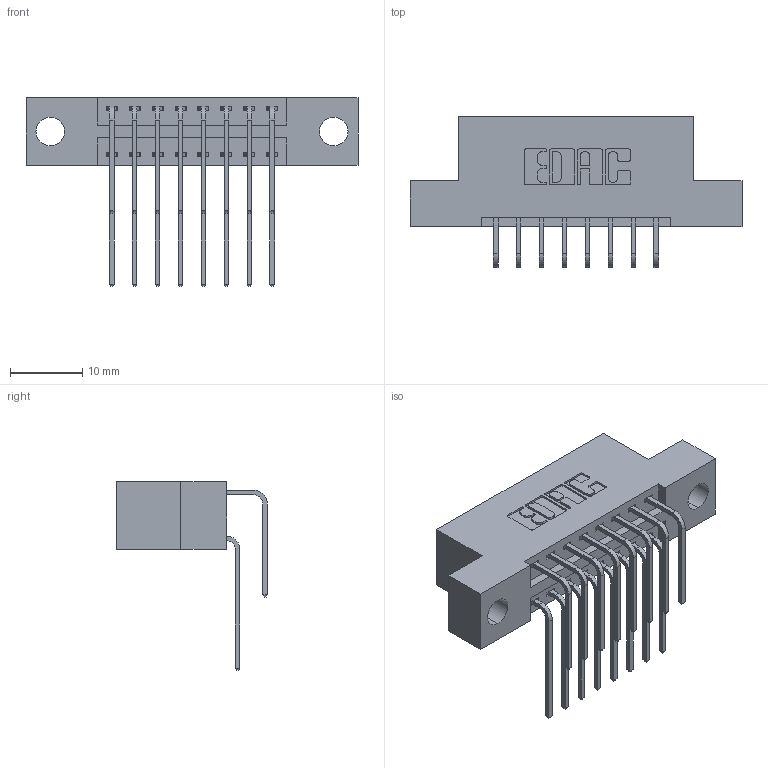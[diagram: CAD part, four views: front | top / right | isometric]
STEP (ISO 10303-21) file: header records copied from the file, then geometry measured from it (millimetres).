
FILE_DESCRIPTION (( 'STEP AP203' ), '1' );
FILE_NAME ('396-016-559-204.STEP', '2018-09-01T00:10:25', ( '' ), ( '' ), 'SwSTEP 2.0', 'SolidWorks 2016', '' );
FILE_SCHEMA (( 'CONFIG_CONTROL_DESIGN' ));
Length unit declared in the file: inch
Products named in the file (4): 345-292-001_559 Tail - 2; 396-016-559-204; 346 Part_Flush Mounting Lugs - 0.156 Dia-TH; 345-292-001_558 559 Tail - 1
Assembly tree (17 placements, depth 2):
  396-016-559-204
    346 Part_Flush Mounting Lugs - 0.156 Dia-TH
    345-292-001_558 559 Tail - 1  x8
    345-292-001_559 Tail - 2  x8
Bounding box: 45.97 x 20.89 x 26.16 mm (x, y, z)
Volume: 4223.4 mm3; surface area: 5527.1 mm2
Topology: 17 solids, 17 shells, 986 faces, 2905 edges, 1914 vertices
Faces by surface type: plane 668, cylinder 318
Entity records: 11585 total; most frequent: CARTESIAN_POINT 2007, ORIENTED_EDGE 1890, DIRECTION 1793, EDGE_CURVE 945, LINE 741, VECTOR 741, VERTEX_POINT 626, AXIS2_PLACEMENT_3D 526
